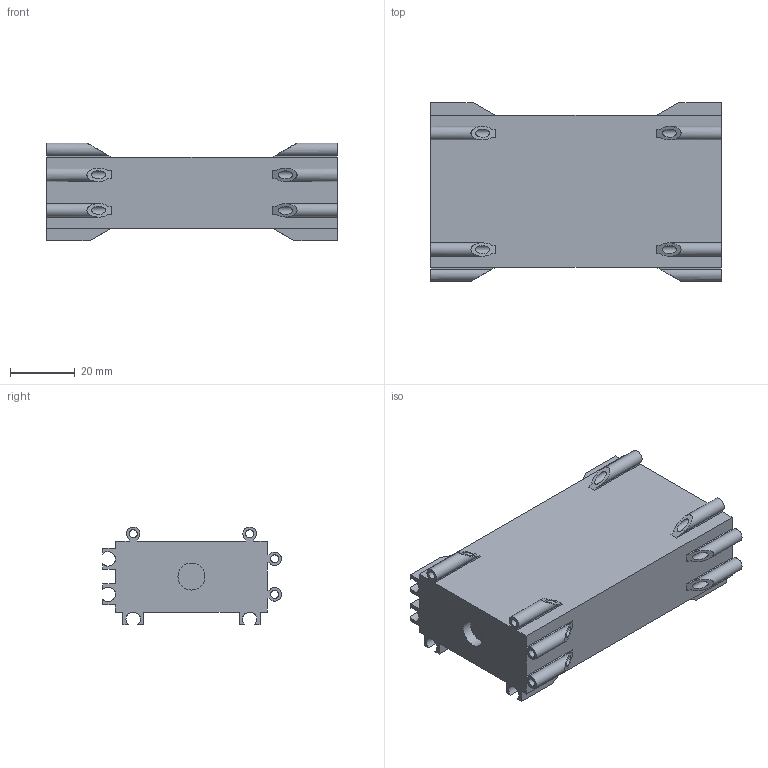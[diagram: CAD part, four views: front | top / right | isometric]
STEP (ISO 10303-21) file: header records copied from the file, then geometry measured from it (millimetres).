
FILE_DESCRIPTION(/* description */ (''),/* implementation_level */ '2;1');
FILE_NAME(/* name */ 'House 1x1-reduced.step',/* time_stamp */ '2019-06-27T16:14:30+02:00',/* author */ (''),/* organization */ (''),/* preprocessor_version */ 'ST-DEVELOPER v18',/* originating_system */ 'Autodesk Translation Framework v8.2.0.1029',/* authorisation */ '');
FILE_SCHEMA (('AUTOMOTIVE_DESIGN { 1 0 10303 214 3 1 1 }'));
Length unit declared in the file: millimetre
Products named in the file (1): House 1x1
Bounding box: 90 x 55.27 x 30.27 mm (x, y, z)
Volume: 17090.9 mm3; surface area: 30259.3 mm2
Topology: 1 solids, 1 shells, 111 faces, 315 edges, 209 vertices
Faces by surface type: plane 85, cylinder 25, bspline 1
Full cylindrical faces by diameter (mm): 2.5 x8, 8.3 x1
Entity records: 3685 total; most frequent: CARTESIAN_POINT 662, ORIENTED_EDGE 630, DIRECTION 603, EDGE_CURVE 315, LINE 249, VECTOR 249, VERTEX_POINT 209, AXIS2_PLACEMENT_3D 177
